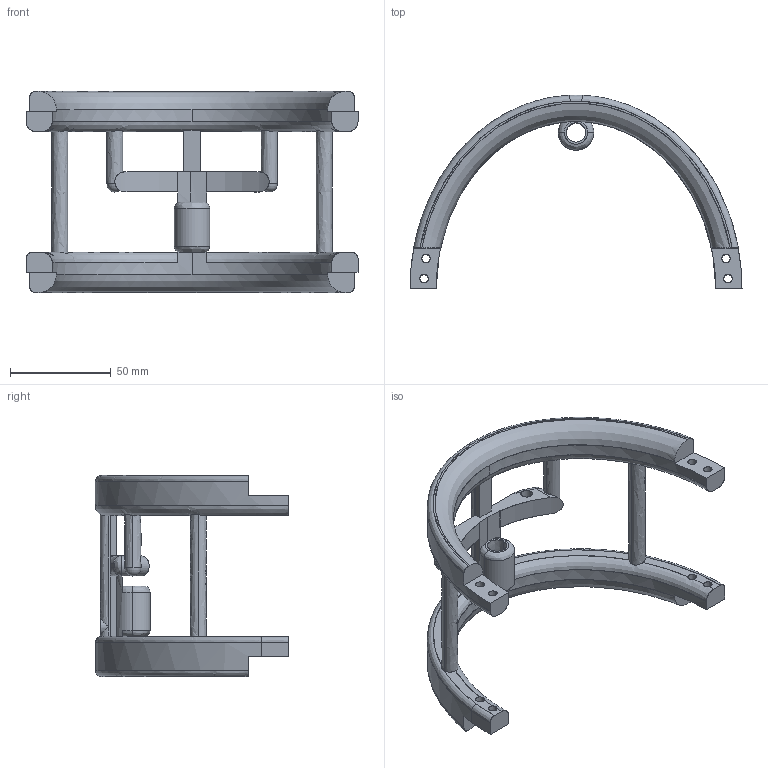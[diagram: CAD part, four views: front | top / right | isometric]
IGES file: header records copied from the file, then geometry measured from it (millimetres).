
Start section: SolidWorks IGES file using analytic representation for surfaces
Global section: file name: cage_top.IGS; native system: SolidWorks 2021; preprocessor: SolidWorks 2021; author: rs350036; date: 231027.094617; units: millimetre
Bounding box: 165 x 96.2 x 100 mm (x, y, z)
Surface area: 41424.2 mm2 (no closed solid volume)
Topology: 0 solids, 0 shells, 143 faces, 3064 edges, 3061 vertices
Faces by surface type: bspline 96, revolution 47
